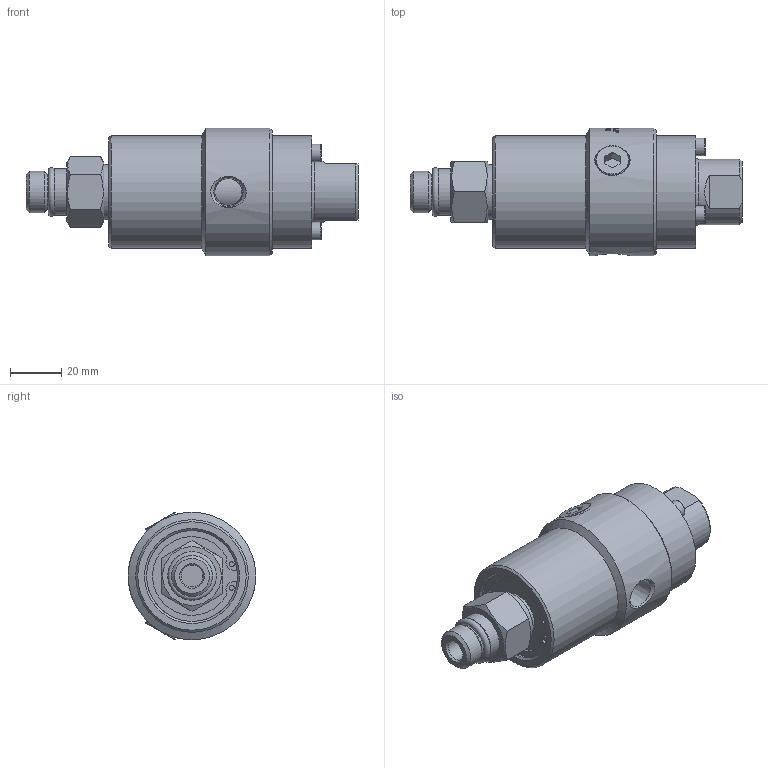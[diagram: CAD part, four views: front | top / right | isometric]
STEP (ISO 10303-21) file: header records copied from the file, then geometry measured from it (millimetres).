
FILE_DESCRIPTION(/* description */ (''),/* implementation_level */ '2;1');
FILE_NAME(/* name */ '902-141-188-IC.stp',/* time_stamp */ '2020-05-20T09:55:01-05:00',/* author */ ('dyurkovich'),/* organization */ (''),/* preprocessor_version */ 'ST-DEVELOPER v18',/* originating_system */ 'Autodesk Inventor 2020',/* authorisation */ '');
FILE_SCHEMA (('AUTOMOTIVE_DESIGN { 1 0 10303 214 3 1 1 }'));
Length unit declared in the file: millimetre
Products named in the file (1): 902-141-188-IC
Bounding box: 128.97 x 49.5 x 49.5 mm (x, y, z)
Volume: 143443.3 mm3; surface area: 21897.8 mm2
Topology: 2 solids, 2 shells, 420 faces, 1112 edges, 751 vertices
Faces by surface type: bspline 166, plane 157, cylinder 65, cone 26, torus 6
Full cylindrical faces by diameter (mm): 1.981 x2, 6.858 x3, 7.2 x3, 8.5 x1, 13.5 x1, 15.968 x1, 17.993 x1, 18.16 x1, 21.4 x1, 25.4 x1, 35.27 x1, 37.25 x1, 43.6 x1, 43.748 x1, 49.5 x1
Entity records: 51915 total; most frequent: CARTESIAN_POINT 42029, ORIENTED_EDGE 2218, DIRECTION 1638, EDGE_CURVE 1109, VERTEX_POINT 751, AXIS2_PLACEMENT_3D 595, EDGE_LOOP 482, LINE 448
